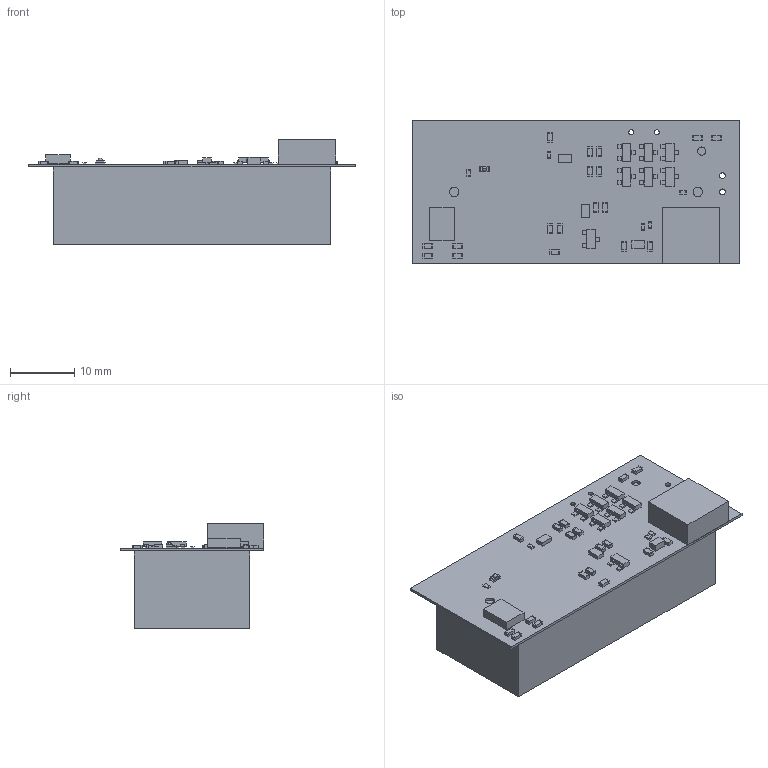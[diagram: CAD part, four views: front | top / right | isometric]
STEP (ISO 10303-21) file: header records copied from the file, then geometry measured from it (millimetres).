
FILE_DESCRIPTION(('Open CASCADE Model'),'2;1');
FILE_NAME('Open CASCADE Shape Model','2017-04-01T14:19:53',('Author'),( 'Open CASCADE'),'Open CASCADE STEP processor 6.8','Open CASCADE 6.8' ,'Unknown');
FILE_SCHEMA(('AUTOMOTIVE_DESIGN { 1 0 10303 214 1 1 1 1 }'));
Length unit declared in the file: millimetre
Products named in the file (74): PCB; Board; R9; 822490216; Extruded; 822498920; R16; 822501776; 822501912; P3; 975615248; P2; 898053176; C1; C2; 948816432; C3; C4; C5; C6; C7; 822502864; 822503000; C8; Q5; 898052496; 898052360; 898052632; R8; R10; R11; R12; R13; 822503136; 822503272; R15; R17; R18; 948815480; U1 ...
Assembly tree (180 placements, depth 4):
  PCB
    Board
    R9
      822490216  x2
        Extruded
      822498920
        Extruded
    R16
      822501776  x2
        Extruded
      822501912
        Extruded
    P3
      975615248
        Extruded
    P2
      898053176
        Extruded
    C1
      822501776  x2
        Extruded
      822501912
        Extruded
    C2
      948816432
        Extruded
    C3
      822501776  x2
        Extruded
      822501912
        Extruded
    C4
      822490216  x2
        Extruded
      822498920
        Extruded
    C5
      822490216  x2
        Extruded
      822498920
        Extruded
    C6
      822501776  x2
        Extruded
      822501912
        Extruded
    C7
      822502864  x2
        Extruded
      822503000
        Extruded
    C8
      822501776  x2
        Extruded
      822501912
        Extruded
    Q5
      898052496  x3
        Extruded
      898052360
Bounding box: 50.8 x 22.37 x 16.38 mm (x, y, z)
Volume: 10267.2 mm3; surface area: 6038.3 mm2
Topology: 131 solids, 131 shells, 1181 faces, 2679 edges, 1786 vertices
Faces by surface type: plane 1056, bspline 116, cylinder 7, sphere 2
Full cylindrical faces by diameter (mm): 0.762 x2, 0.9 x2, 1.27 x1, 1.47 x2
Entity records: 51855 total; most frequent: CARTESIAN_POINT 21137, DIRECTION 4620, LINE 3384, VECTOR 3384, ORIENTED_EDGE 2750, PCURVE 2750, DEFINITIONAL_REPRESENTATION 2750, EDGE_CURVE 1375
